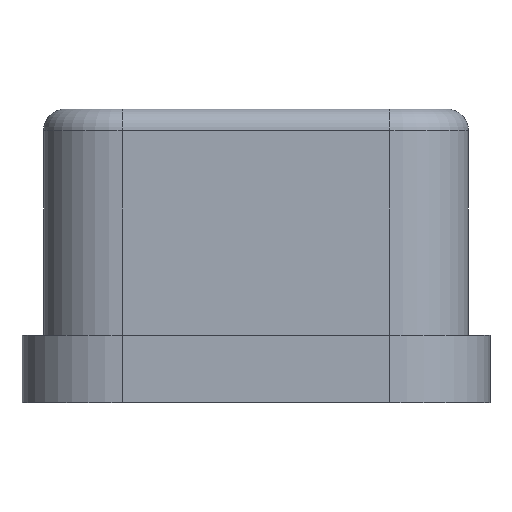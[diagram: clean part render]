
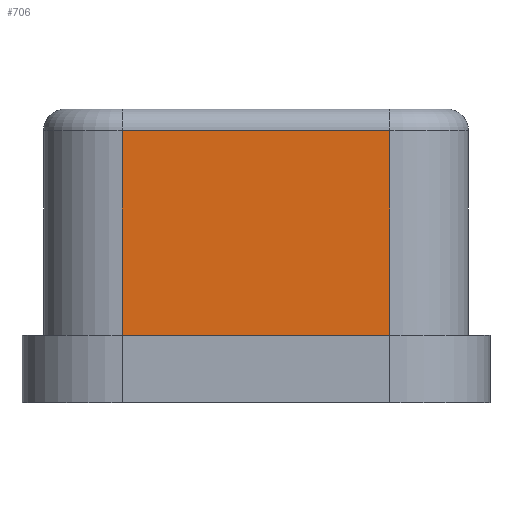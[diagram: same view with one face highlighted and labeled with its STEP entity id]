
A CAD part, front view. The second image highlights one B-rep face of the part: STEP entity #706.
In plain terms, the highlighted planar face has unit normal (0, -1, 0).
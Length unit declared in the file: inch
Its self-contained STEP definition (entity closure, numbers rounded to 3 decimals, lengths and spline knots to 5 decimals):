
#33 = DIRECTION ( 'NONE',  ( 1., 0., 0. ) ) ;
#75 = CARTESIAN_POINT ( 'NONE',  ( -0.12409, -0.19709, -0.21 ) ) ;
#98 = ORIENTED_EDGE ( 'NONE', *, *, #918, .T. ) ;
#138 = EDGE_LOOP ( 'NONE', ( #98, #1214, #979, #1011 ) ) ;
#168 = DIRECTION ( 'NONE',  ( 0., 0., 1. ) ) ;
#184 = LINE ( 'NONE', #1068, #1252 ) ;
#269 = VECTOR ( 'NONE', #754, 39.37008 ) ;
#370 = CARTESIAN_POINT ( 'NONE',  ( 0.12409, -0.19709, -0.02 ) ) ;
#404 = VERTEX_POINT ( 'NONE', #1072 ) ;
#434 = AXIS2_PLACEMENT_3D ( 'NONE', #762, #995, #1447 ) ;
#455 = EDGE_CURVE ( 'NONE', #1417, #404, #626, .T. ) ;
#517 = DIRECTION ( 'NONE',  ( 0., 0., 1. ) ) ;
#626 = LINE ( 'NONE', #75, #1367 ) ;
#632 = VERTEX_POINT ( 'NONE', #1454 ) ;
#647 = CARTESIAN_POINT ( 'NONE',  ( -0.12409, -0.19709, -0.02 ) ) ;
#694 = CARTESIAN_POINT ( 'NONE',  ( -0.12409, -0.19709, -0.21 ) ) ;
#706 = ADVANCED_FACE ( 'NONE', ( #753 ), #1327, .T. ) ;
#707 = VECTOR ( 'NONE', #33, 39.37008 ) ;
#753 = FACE_OUTER_BOUND ( 'NONE', #138, .T. ) ;
#754 = DIRECTION ( 'NONE',  ( -1., 0., 0. ) ) ;
#759 = EDGE_CURVE ( 'NONE', #1417, #632, #1397, .T. ) ;
#762 = CARTESIAN_POINT ( 'NONE',  ( -0.12409, -0.19709, -0.21 ) ) ;
#918 = EDGE_CURVE ( 'NONE', #632, #1345, #184, .T. ) ;
#979 = ORIENTED_EDGE ( 'NONE', *, *, #455, .F. ) ;
#995 = DIRECTION ( 'NONE',  ( 0., -1., 0. ) ) ;
#1011 = ORIENTED_EDGE ( 'NONE', *, *, #759, .T. ) ;
#1068 = CARTESIAN_POINT ( 'NONE',  ( 0.12409, -0.19709, -0.21 ) ) ;
#1072 = CARTESIAN_POINT ( 'NONE',  ( -0.12409, -0.19709, -0.02 ) ) ;
#1076 = LINE ( 'NONE', #647, #269 ) ;
#1194 = CARTESIAN_POINT ( 'NONE',  ( -0.12409, -0.19709, -0.21 ) ) ;
#1214 = ORIENTED_EDGE ( 'NONE', *, *, #1391, .T. ) ;
#1252 = VECTOR ( 'NONE', #168, 39.37008 ) ;
#1327 = PLANE ( 'NONE',  #434 ) ;
#1345 = VERTEX_POINT ( 'NONE', #370 ) ;
#1367 = VECTOR ( 'NONE', #517, 39.37008 ) ;
#1391 = EDGE_CURVE ( 'NONE', #1345, #404, #1076, .T. ) ;
#1397 = LINE ( 'NONE', #694, #707 ) ;
#1417 = VERTEX_POINT ( 'NONE', #1194 ) ;
#1447 = DIRECTION ( 'NONE',  ( 1., 0., 0. ) ) ;
#1454 = CARTESIAN_POINT ( 'NONE',  ( 0.12409, -0.19709, -0.21 ) ) ;
